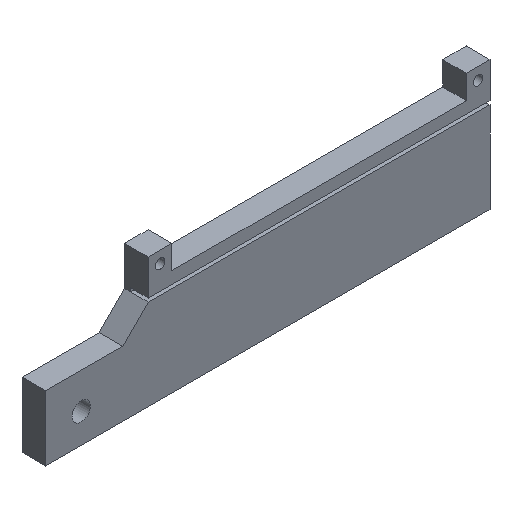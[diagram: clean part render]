
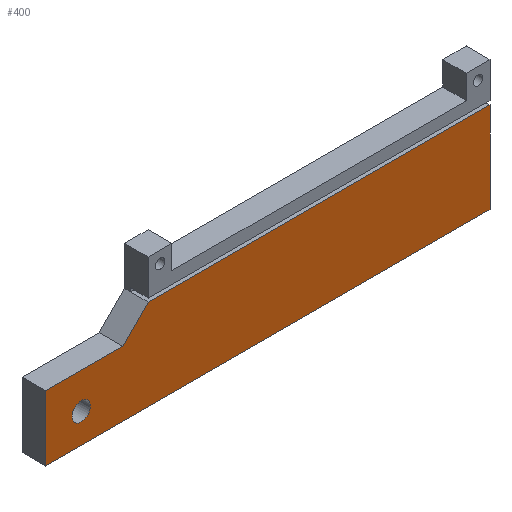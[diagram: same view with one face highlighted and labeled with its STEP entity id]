
A CAD part, isometric view. The second image highlights one B-rep face of the part: STEP entity #400.
In plain terms, the highlighted planar face has unit normal (0, -1, 0).
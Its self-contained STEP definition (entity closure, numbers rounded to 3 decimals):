
#20=FACE_BOUND('',#75,.T.);
#26=CIRCLE('',#442,3.1);
#49=FACE_OUTER_BOUND('',#74,.T.);
#74=EDGE_LOOP('',(#357,#358,#359,#360,#361,#362));
#75=EDGE_LOOP('',(#363));
#111=LINE('',#638,#158);
#114=LINE('',#643,#161);
#116=LINE('',#647,#163);
#118=LINE('',#651,#165);
#120=LINE('',#655,#167);
#122=LINE('',#658,#169);
#158=VECTOR('',#527,10.);
#161=VECTOR('',#532,10.);
#163=VECTOR('',#536,10.);
#165=VECTOR('',#540,10.);
#167=VECTOR('',#544,10.);
#169=VECTOR('',#548,10.);
#198=VERTEX_POINT('',#632);
#199=VERTEX_POINT('',#636);
#200=VERTEX_POINT('',#637);
#201=VERTEX_POINT('',#642);
#202=VERTEX_POINT('',#646);
#203=VERTEX_POINT('',#650);
#204=VERTEX_POINT('',#654);
#245=EDGE_CURVE('',#198,#198,#26,.T.);
#246=EDGE_CURVE('',#199,#200,#111,.T.);
#249=EDGE_CURVE('',#201,#199,#114,.T.);
#251=EDGE_CURVE('',#202,#201,#116,.T.);
#253=EDGE_CURVE('',#203,#202,#118,.T.);
#255=EDGE_CURVE('',#204,#203,#120,.T.);
#257=EDGE_CURVE('',#200,#204,#122,.T.);
#357=ORIENTED_EDGE('',*,*,#257,.F.);
#358=ORIENTED_EDGE('',*,*,#246,.F.);
#359=ORIENTED_EDGE('',*,*,#249,.F.);
#360=ORIENTED_EDGE('',*,*,#251,.F.);
#361=ORIENTED_EDGE('',*,*,#253,.F.);
#362=ORIENTED_EDGE('',*,*,#255,.F.);
#363=ORIENTED_EDGE('',*,*,#245,.F.);
#380=PLANE('',#449);
#400=ADVANCED_FACE('',(#49,#20),#380,.F.);
#442=AXIS2_PLACEMENT_3D('',#634,#523,#524);
#449=AXIS2_PLACEMENT_3D('',#659,#549,#550);
#523=DIRECTION('center_axis',(0.,-1.,0.));
#524=DIRECTION('ref_axis',(1.,0.,0.));
#527=DIRECTION('',(-1.,0.,0.));
#532=DIRECTION('',(0.,0.,-1.));
#536=DIRECTION('',(1.,0.,0.));
#540=DIRECTION('',(0.707,0.,0.707));
#544=DIRECTION('',(1.,0.,0.));
#548=DIRECTION('',(0.,0.,1.));
#549=DIRECTION('center_axis',(0.,1.,0.));
#550=DIRECTION('ref_axis',(0.,0.,1.));
#632=CARTESIAN_POINT('',(8.9,0.,-10.));
#634=CARTESIAN_POINT('Origin',(12.,0.,-10.));
#636=CARTESIAN_POINT('',(150.,0.,-20.));
#637=CARTESIAN_POINT('',(0.,0.,-20.));
#638=CARTESIAN_POINT('',(150.,0.,-20.));
#642=CARTESIAN_POINT('',(150.,0.,10.607));
#643=CARTESIAN_POINT('',(150.,0.,10.607));
#646=CARTESIAN_POINT('',(34.607,0.,10.607));
#647=CARTESIAN_POINT('',(34.607,0.,10.607));
#650=CARTESIAN_POINT('',(26.,0.,2.));
#651=CARTESIAN_POINT('',(26.,0.,2.));
#654=CARTESIAN_POINT('',(0.,0.,2.));
#655=CARTESIAN_POINT('',(0.,0.,2.));
#658=CARTESIAN_POINT('',(0.,0.,-20.));
#659=CARTESIAN_POINT('Origin',(75.,0.,-4.697));
